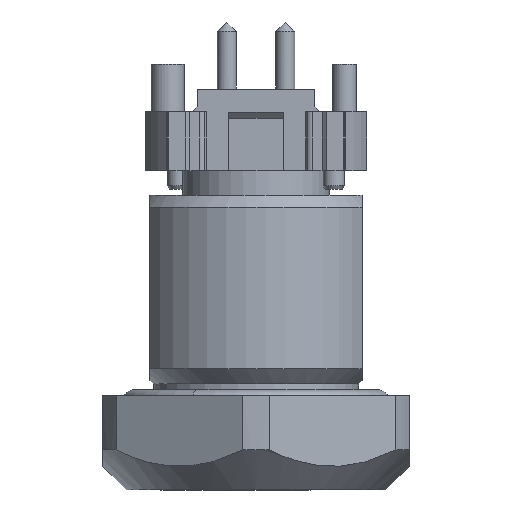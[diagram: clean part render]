
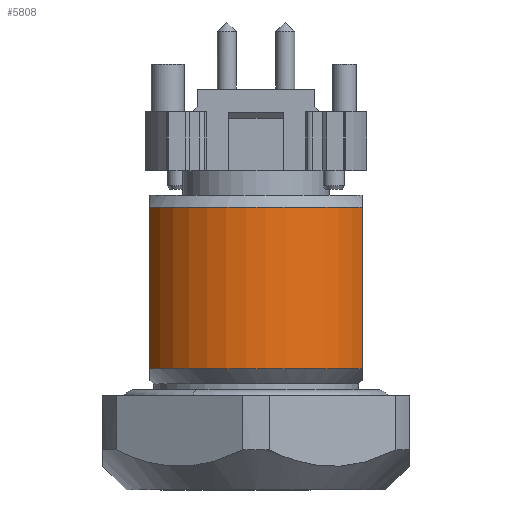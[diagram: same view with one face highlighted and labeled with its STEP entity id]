
A CAD part, front view. The second image highlights one B-rep face of the part: STEP entity #5808.
In plain terms, the highlighted cylindrical face has radius 5 mm (diameter 10 mm), a partial arc.
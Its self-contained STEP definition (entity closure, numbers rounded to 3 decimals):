
#5649=AXIS2_PLACEMENT_3D('Circle Axis2P3D',#5647,#5648,$) ;
#5795=AXIS2_PLACEMENT_3D('Cylinder Axis2P3D',#5792,#5793,#5794) ;
#5799=AXIS2_PLACEMENT_3D('Circle Axis2P3D',#5797,#5798,$) ;
#5635=CARTESIAN_POINT('Vertex',(11.,5.021,12.)) ;
#5644=CARTESIAN_POINT('Vertex',(2.,5.021,12.)) ;
#5647=CARTESIAN_POINT('Axis2P3D Location',(6.5,7.2,12.)) ;
#5699=CARTESIAN_POINT('Line Origine',(11.,5.021,8.575)) ;
#5703=CARTESIAN_POINT('Vertex',(11.,5.021,5.15)) ;
#5775=CARTESIAN_POINT('Vertex',(2.,5.021,5.15)) ;
#5778=CARTESIAN_POINT('Line Origine',(2.,5.021,8.575)) ;
#5792=CARTESIAN_POINT('Axis2P3D Location',(6.5,7.2,8.825)) ;
#5797=CARTESIAN_POINT('Axis2P3D Location',(6.5,7.2,5.15)) ;
#5648=DIRECTION('Axis2P3D Direction',(0.,0.,-1.)) ;
#5700=DIRECTION('Vector Direction',(0.,0.,1.)) ;
#5779=DIRECTION('Vector Direction',(0.,0.,-1.)) ;
#5793=DIRECTION('Axis2P3D Direction',(0.,0.,-1.)) ;
#5794=DIRECTION('Axis2P3D XDirection',(1.,0.,0.)) ;
#5798=DIRECTION('Axis2P3D Direction',(0.,0.,-1.)) ;
#5701=VECTOR('Line Direction',#5700,1.) ;
#5780=VECTOR('Line Direction',#5779,1.) ;
#5803=ORIENTED_EDGE('',*,*,#5705,.T.) ;
#5804=ORIENTED_EDGE('',*,*,#5651,.F.) ;
#5805=ORIENTED_EDGE('',*,*,#5782,.T.) ;
#5806=ORIENTED_EDGE('',*,*,#5801,.F.) ;
#5808=ADVANCED_FACE('V2',(#5807),#5796,.T.) ;
#5650=CIRCLE('generated circle',#5649,5.) ;
#5800=CIRCLE('generated circle',#5799,5.) ;
#5796=CYLINDRICAL_SURFACE('generated cylinder',#5795,5.) ;
#5651=EDGE_CURVE('',#5645,#5636,#5650,.F.) ;
#5705=EDGE_CURVE('',#5704,#5636,#5702,.T.) ;
#5782=EDGE_CURVE('',#5645,#5776,#5781,.T.) ;
#5801=EDGE_CURVE('',#5704,#5776,#5800,.T.) ;
#5802=EDGE_LOOP('',(#5803,#5804,#5805,#5806)) ;
#5807=FACE_OUTER_BOUND('',#5802,.T.) ;
#5702=LINE('Line',#5699,#5701) ;
#5781=LINE('Line',#5778,#5780) ;
#5636=VERTEX_POINT('',#5635) ;
#5645=VERTEX_POINT('',#5644) ;
#5704=VERTEX_POINT('',#5703) ;
#5776=VERTEX_POINT('',#5775) ;
